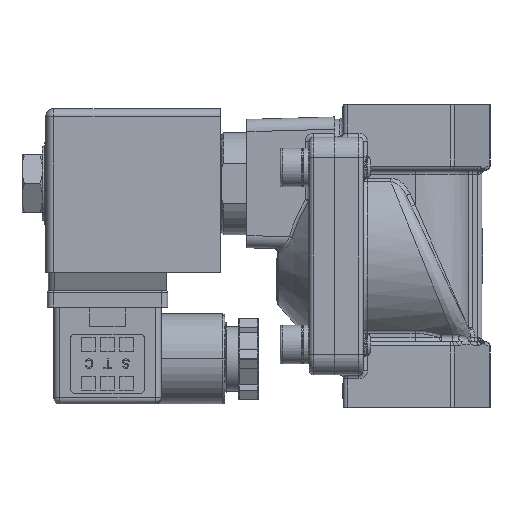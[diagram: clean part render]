
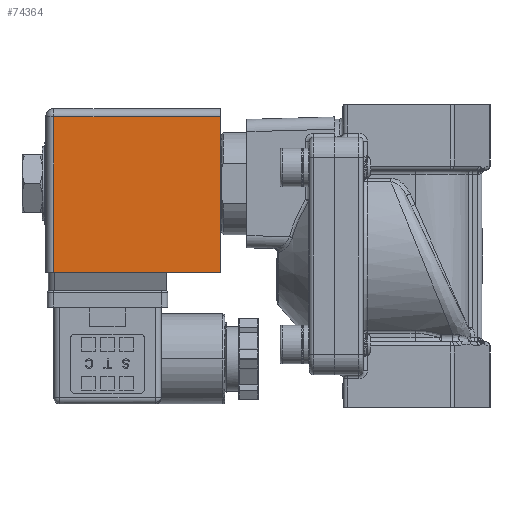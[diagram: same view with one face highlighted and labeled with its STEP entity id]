
A CAD part, left-side view. The second image highlights one B-rep face of the part: STEP entity #74364.
In plain terms, the highlighted planar face has unit normal (-1, 0, 0).
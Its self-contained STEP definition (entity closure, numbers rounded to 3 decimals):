
#5398 = EDGE_CURVE ( 'NONE', #108386, #95143, #122370, .T. ) ;
#7601 = EDGE_LOOP ( 'NONE', ( #86607, #104536, #139395, #36923 ) ) ;
#18406 = LINE ( 'NONE', #101386, #75628 ) ;
#25075 = DIRECTION ( 'NONE',  ( 0., 0., -1. ) ) ;
#26992 = DIRECTION ( 'NONE',  ( 0., -1., 0. ) ) ;
#35911 = DIRECTION ( 'NONE',  ( 0., 1., 0. ) ) ;
#36923 = ORIENTED_EDGE ( 'NONE', *, *, #5398, .T. ) ;
#37598 = AXIS2_PLACEMENT_3D ( 'NONE', #115736, #113974, #135840 ) ;
#38230 = EDGE_CURVE ( 'NONE', #95143, #95712, #18406, .T. ) ;
#41516 = CARTESIAN_POINT ( 'NONE',  ( -17.925, 106.8, -3.98 ) ) ;
#42929 = CARTESIAN_POINT ( 'NONE',  ( -17.925, 106.8, 34.02 ) ) ;
#56961 = CARTESIAN_POINT ( 'NONE',  ( -17.925, 106.8, -3.98 ) ) ;
#63283 = VERTEX_POINT ( 'NONE', #126469 ) ;
#74364 = ADVANCED_FACE ( 'NONE', ( #100420 ), #136784, .T. ) ;
#75628 = VECTOR ( 'NONE', #26992, 1000. ) ;
#75769 = EDGE_CURVE ( 'NONE', #63283, #108386, #83180, .T. ) ;
#78281 = CARTESIAN_POINT ( 'NONE',  ( -17.925, 66.1, 34.02 ) ) ;
#78618 = CARTESIAN_POINT ( 'NONE',  ( -17.925, 66.1, -3.98 ) ) ;
#79037 = VECTOR ( 'NONE', #111259, 1000. ) ;
#83180 = LINE ( 'NONE', #78281, #136809 ) ;
#86607 = ORIENTED_EDGE ( 'NONE', *, *, #38230, .T. ) ;
#90538 = VECTOR ( 'NONE', #25075, 1000. ) ;
#95143 = VERTEX_POINT ( 'NONE', #41516 ) ;
#95712 = VERTEX_POINT ( 'NONE', #78618 ) ;
#100420 = FACE_OUTER_BOUND ( 'NONE', #7601, .T. ) ;
#101386 = CARTESIAN_POINT ( 'NONE',  ( -17.925, 66.1, -3.98 ) ) ;
#104536 = ORIENTED_EDGE ( 'NONE', *, *, #130490, .T. ) ;
#108386 = VERTEX_POINT ( 'NONE', #42929 ) ;
#110966 = LINE ( 'NONE', #121514, #79037 ) ;
#111259 = DIRECTION ( 'NONE',  ( 0., 0., 1. ) ) ;
#113974 = DIRECTION ( 'NONE',  ( -1., 0., 0. ) ) ;
#115736 = CARTESIAN_POINT ( 'NONE',  ( -17.925, 66.1, -3.98 ) ) ;
#121514 = CARTESIAN_POINT ( 'NONE',  ( -17.925, 66.1, -3.98 ) ) ;
#122370 = LINE ( 'NONE', #56961, #90538 ) ;
#126469 = CARTESIAN_POINT ( 'NONE',  ( -17.925, 66.1, 34.02 ) ) ;
#130490 = EDGE_CURVE ( 'NONE', #95712, #63283, #110966, .T. ) ;
#135840 = DIRECTION ( 'NONE',  ( 0., 0., 1. ) ) ;
#136784 = PLANE ( 'NONE',  #37598 ) ;
#136809 = VECTOR ( 'NONE', #35911, 1000. ) ;
#139395 = ORIENTED_EDGE ( 'NONE', *, *, #75769, .T. ) ;
